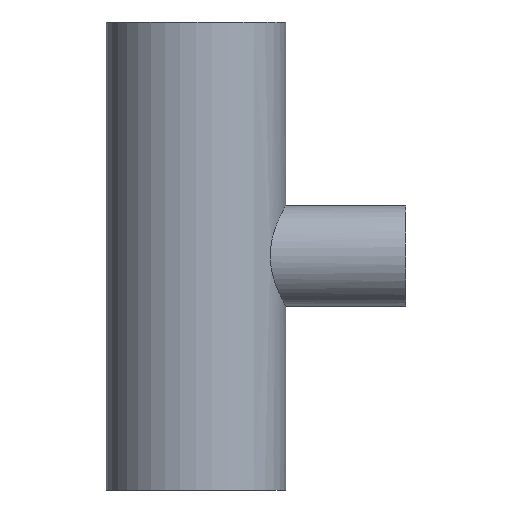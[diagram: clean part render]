
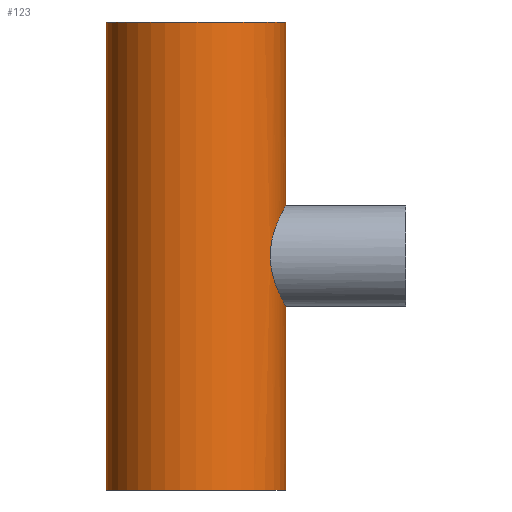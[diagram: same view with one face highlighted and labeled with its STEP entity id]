
A CAD part, front view. The second image highlights one B-rep face of the part: STEP entity #123.
In plain terms, the highlighted cylindrical face has radius 80 mm (diameter 160 mm), a partial arc.
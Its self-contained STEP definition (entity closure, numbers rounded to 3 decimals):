
#2 = CARTESIAN_POINT ( 'NONE',  ( 77.459, -20.197, 40.321 ) ) ;
#5 = CARTESIAN_POINT ( 'NONE',  ( -80., 0., -208.5 ) ) ;
#7 = CARTESIAN_POINT ( 'NONE',  ( 80., -3.044, 45. ) ) ;
#11 = CARTESIAN_POINT ( 'NONE',  ( 79.827, -6.026, 44.694 ) ) ;
#18 = AXIS2_PLACEMENT_3D ( 'NONE', #252, #618, #105 ) ;
#23 = CARTESIAN_POINT ( 'NONE',  ( 79.132, -11.839, -43.44 ) ) ;
#24 = EDGE_CURVE ( 'NONE', #446, #403, #610, .T. ) ;
#45 = CARTESIAN_POINT ( 'NONE',  ( 66.847, -43.949, 9.699 ) ) ;
#49 = CARTESIAN_POINT ( 'NONE',  ( 66.144, -44.999, 3.059 ) ) ;
#50 = DIRECTION ( 'NONE',  ( 1., 0., 0. ) ) ;
#56 = CARTESIAN_POINT ( 'NONE',  ( 80., 0., 45. ) ) ;
#66 = CARTESIAN_POINT ( 'NONE',  ( 80., 0., 208.5 ) ) ;
#67 = CARTESIAN_POINT ( 'NONE',  ( 77.462, -20.186, -40.327 ) ) ;
#73 = EDGE_CURVE ( 'NONE', #90, #446, #199, .T. ) ;
#74 = CARTESIAN_POINT ( 'NONE',  ( 70.545, -37.73, -24.535 ) ) ;
#79 = CARTESIAN_POINT ( 'NONE',  ( 80., 0., 208.5 ) ) ;
#80 = CIRCLE ( 'NONE', #624, 80. ) ;
#90 = VERTEX_POINT ( 'NONE', #494 ) ;
#98 = CARTESIAN_POINT ( 'NONE',  ( 68.066, -42.04, 16.116 ) ) ;
#103 = CARTESIAN_POINT ( 'NONE',  ( 67.329, -43.208, 12.596 ) ) ;
#105 = DIRECTION ( 'NONE',  ( 1., 0., 0. ) ) ;
#107 = CARTESIAN_POINT ( 'NONE',  ( -80., 0., 208.5 ) ) ;
#115 = CARTESIAN_POINT ( 'NONE',  ( 69.891, -38.969, 22.689 ) ) ;
#118 = CARTESIAN_POINT ( 'NONE',  ( 75.55, -26.341, -36.513 ) ) ;
#121 = CARTESIAN_POINT ( 'NONE',  ( 78.367, -16.096, -42.029 ) ) ;
#123 = ADVANCED_FACE ( 'NONE', ( #184 ), #654, .T. ) ;
#131 = CARTESIAN_POINT ( 'NONE',  ( 79.827, -6.021, -44.695 ) ) ;
#134 = VECTOR ( 'NONE', #668, 1000. ) ;
#144 = DIRECTION ( 'NONE',  ( -1., 0., 0. ) ) ;
#166 = CARTESIAN_POINT ( 'NONE',  ( 72.94, -32.879, 30.758 ) ) ;
#168 = CARTESIAN_POINT ( 'NONE',  ( 80., -3.043, -45. ) ) ;
#171 = CARTESIAN_POINT ( 'NONE',  ( 72.508, -33.875, -29.762 ) ) ;
#175 = CARTESIAN_POINT ( 'NONE',  ( 78.772, -13.981, -42.779 ) ) ;
#181 = CARTESIAN_POINT ( 'NONE',  ( 67.324, -43.215, -12.572 ) ) ;
#184 = FACE_OUTER_BOUND ( 'NONE', #248, .T. ) ;
#189 = AXIS2_PLACEMENT_3D ( 'NONE', #604, #391, #144 ) ;
#199 = LINE ( 'NONE', #79, #653 ) ;
#203 = CARTESIAN_POINT ( 'NONE',  ( 67.197, -43.412, 11.874 ) ) ;
#211 = VECTOR ( 'NONE', #481, 1000. ) ;
#213 = CIRCLE ( 'NONE', #18, 80. ) ;
#216 = EDGE_CURVE ( 'NONE', #650, #301, #565, .T. ) ;
#220 = CARTESIAN_POINT ( 'NONE',  ( 79.333, -10.411, 43.805 ) ) ;
#244 = ORIENTED_EDGE ( 'NONE', *, *, #216, .T. ) ;
#248 = EDGE_LOOP ( 'NONE', ( #464, #299, #244, #296, #340, #307 ) ) ;
#252 = CARTESIAN_POINT ( 'NONE',  ( 0., 0., 208.5 ) ) ;
#255 = CARTESIAN_POINT ( 'NONE',  ( 66.356, -44.692, 6.044 ) ) ;
#256 = CARTESIAN_POINT ( 'NONE',  ( 0., 0., -208.5 ) ) ;
#261 = CARTESIAN_POINT ( 'NONE',  ( 80., 0., 45. ) ) ;
#271 = LINE ( 'NONE', #66, #211 ) ;
#281 = CARTESIAN_POINT ( 'NONE',  ( 73.832, -30.823, -32.818 ) ) ;
#283 = CARTESIAN_POINT ( 'NONE',  ( 66.843, -43.954, -9.674 ) ) ;
#296 = ORIENTED_EDGE ( 'NONE', *, *, #616, .T. ) ;
#299 = ORIENTED_EDGE ( 'NONE', *, *, #626, .F. ) ;
#301 = VERTEX_POINT ( 'NONE', #5 ) ;
#307 = ORIENTED_EDGE ( 'NONE', *, *, #24, .F. ) ;
#311 = CARTESIAN_POINT ( 'NONE',  ( -80., 0., 208.5 ) ) ;
#321 = CARTESIAN_POINT ( 'NONE',  ( 78.638, -14.717, 42.532 ) ) ;
#328 = CARTESIAN_POINT ( 'NONE',  ( 69.716, -39.241, -22.038 ) ) ;
#333 = CARTESIAN_POINT ( 'NONE',  ( 67.193, -43.418, -11.849 ) ) ;
#337 = CARTESIAN_POINT ( 'NONE',  ( 66.953, -43.788, -10.401 ) ) ;
#340 = ORIENTED_EDGE ( 'NONE', *, *, #423, .F. ) ;
#360 = CARTESIAN_POINT ( 'NONE',  ( 71.611, -35.678, 27.462 ) ) ;
#368 = CARTESIAN_POINT ( 'NONE',  ( 75.109, -27.55, 35.588 ) ) ;
#372 = CARTESIAN_POINT ( 'NONE',  ( 71.169, -36.55, 26.291 ) ) ;
#375 = CARTESIAN_POINT ( 'NONE',  ( 71.615, -35.702, -27.547 ) ) ;
#378 = CARTESIAN_POINT ( 'NONE',  ( 68.751, -40.911, -18.8 ) ) ;
#389 = CARTESIAN_POINT ( 'NONE',  ( 80., 0., -45. ) ) ;
#391 = DIRECTION ( 'NONE',  ( 0., 0., -1. ) ) ;
#397 = DIRECTION ( 'NONE',  ( 0., 0., -1. ) ) ;
#403 = VERTEX_POINT ( 'NONE', #643 ) ;
#406 = CARTESIAN_POINT ( 'NONE',  ( 66.957, -43.782, 10.426 ) ) ;
#409 = CARTESIAN_POINT ( 'NONE',  ( 79.13, -11.858, 43.435 ) ) ;
#412 = CARTESIAN_POINT ( 'NONE',  ( 73.82, -30.851, 32.791 ) ) ;
#416 = CARTESIAN_POINT ( 'NONE',  ( 78.364, -16.113, 42.023 ) ) ;
#420 = CARTESIAN_POINT ( 'NONE',  ( 78.768, -14.006, 42.771 ) ) ;
#423 = EDGE_CURVE ( 'NONE', #403, #457, #271, .T. ) ;
#430 = CARTESIAN_POINT ( 'NONE',  ( 69.124, -40.28, -20.115 ) ) ;
#434 = CARTESIAN_POINT ( 'NONE',  ( 80., 0., -208.5 ) ) ;
#437 = CARTESIAN_POINT ( 'NONE',  ( 78.222, -16.787, -41.758 ) ) ;
#446 = VERTEX_POINT ( 'NONE', #56 ) ;
#457 = VERTEX_POINT ( 'NONE', #434 ) ;
#464 = ORIENTED_EDGE ( 'NONE', *, *, #73, .F. ) ;
#475 = CARTESIAN_POINT ( 'NONE',  ( 67.745, -42.554, -14.71 ) ) ;
#481 = DIRECTION ( 'NONE',  ( 0., 0., -1. ) ) ;
#487 = CARTESIAN_POINT ( 'NONE',  ( 78.642, -14.694, -42.54 ) ) ;
#490 = CARTESIAN_POINT ( 'NONE',  ( 68.062, -42.048, -16.097 ) ) ;
#494 = CARTESIAN_POINT ( 'NONE',  ( 80., 0., 208.5 ) ) ;
#515 = CARTESIAN_POINT ( 'NONE',  ( 67.75, -42.546, 14.733 ) ) ;
#518 = CARTESIAN_POINT ( 'NONE',  ( 74.257, -29.789, 33.76 ) ) ;
#526 = CARTESIAN_POINT ( 'NONE',  ( 74.898, -28.119, 35.14 ) ) ;
#531 = CARTESIAN_POINT ( 'NONE',  ( 69.096, -40.342, 20.151 ) ) ;
#536 = CARTESIAN_POINT ( 'NONE',  ( 79.335, -10.396, -43.808 ) ) ;
#540 = CARTESIAN_POINT ( 'NONE',  ( 76.742, -22.739, -38.94 ) ) ;
#565 = LINE ( 'NONE', #107, #134 ) ;
#566 = CARTESIAN_POINT ( 'NONE',  ( 72.496, -33.844, 29.693 ) ) ;
#583 = CARTESIAN_POINT ( 'NONE',  ( 75.732, -25.789, 36.884 ) ) ;
#587 = CARTESIAN_POINT ( 'NONE',  ( 70.333, -38.124, -23.918 ) ) ;
#589 = CARTESIAN_POINT ( 'NONE',  ( 75.133, -27.504, -35.646 ) ) ;
#604 = CARTESIAN_POINT ( 'NONE',  ( 0., 0., 208.5 ) ) ;
#610 = B_SPLINE_CURVE_WITH_KNOTS ( 'NONE', 3,
 ( #261, #7, #11, #220, #409, #420, #321, #416, #632, #2, #628, #583, #620, #368, #526, #518, #412, #166, #566, #360, #372, #115, #531, #98, #515, #103, #203, #406, #45, #255, #49, #642, #644, #283, #337, #333, #181, #475, #490, #378, #430, #328, #638, #587, #74, #375, #171, #281, #647, #589, #118, #540, #67, #437, #121, #487, #175, #23, #536, #131, #168, #389 ),
 .UNSPECIFIED., .F., .F.,
 ( 4, 2, 2, 2, 2, 2, 2, 2, 2, 2, 2, 2, 2, 2, 2, 2, 2, 2, 2, 2, 2, 2, 2, 2, 2, 2, 2, 2, 2, 2, 4 ),
 ( 0., 0.009, 0.013, 0.016, 0.018, 0.027, 0.029, 0.031, 0.036, 0.04, 0.045, 0.054, 0.058, 0.061, 0.063, 0.072, 0.081, 0.083, 0.085, 0.09, 0.094, 0.097, 0.099, 0.108, 0.112, 0.117, 0.126, 0.128, 0.13, 0.135, 0.144 ),
 .UNSPECIFIED. ) ;
#616 = EDGE_CURVE ( 'NONE', #301, #457, #80, .T. ) ;
#618 = DIRECTION ( 'NONE',  ( 0., 0., 1. ) ) ;
#620 = CARTESIAN_POINT ( 'NONE',  ( 75.526, -26.386, 36.46 ) ) ;
#624 = AXIS2_PLACEMENT_3D ( 'NONE', #256, #660, #50 ) ;
#626 = EDGE_CURVE ( 'NONE', #650, #90, #213, .T. ) ;
#628 = CARTESIAN_POINT ( 'NONE',  ( 76.736, -22.761, 38.929 ) ) ;
#632 = CARTESIAN_POINT ( 'NONE',  ( 78.219, -16.802, 41.752 ) ) ;
#638 = CARTESIAN_POINT ( 'NONE',  ( 69.918, -38.879, -22.67 ) ) ;
#642 = CARTESIAN_POINT ( 'NONE',  ( 66.143, -45.001, -3.034 ) ) ;
#643 = CARTESIAN_POINT ( 'NONE',  ( 80., 0., -45. ) ) ;
#644 = CARTESIAN_POINT ( 'NONE',  ( 66.354, -44.696, -6.017 ) ) ;
#647 = CARTESIAN_POINT ( 'NONE',  ( 74.271, -29.754, -33.791 ) ) ;
#650 = VERTEX_POINT ( 'NONE', #311 ) ;
#653 = VECTOR ( 'NONE', #397, 1000. ) ;
#654 = CYLINDRICAL_SURFACE ( 'NONE', #189, 80. ) ;
#660 = DIRECTION ( 'NONE',  ( 0., 0., 1. ) ) ;
#668 = DIRECTION ( 'NONE',  ( 0., 0., -1. ) ) ;
